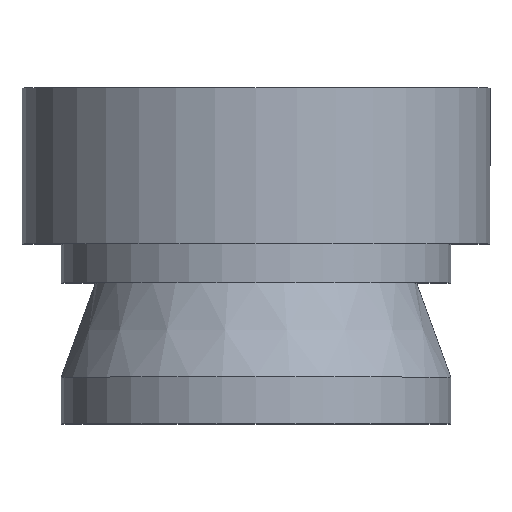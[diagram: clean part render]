
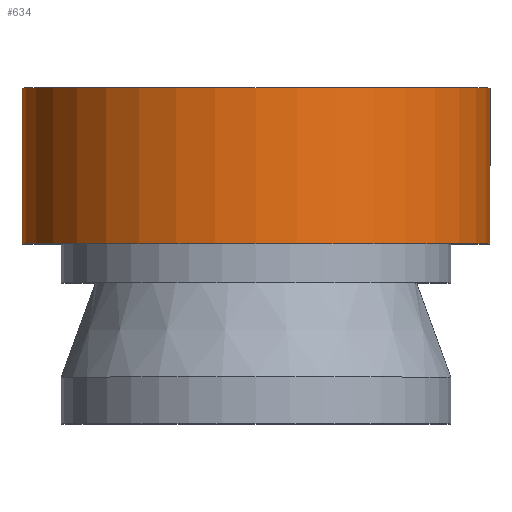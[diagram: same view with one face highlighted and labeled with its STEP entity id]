
A CAD part, top view. The second image highlights one B-rep face of the part: STEP entity #634.
In plain terms, the highlighted cylindrical face has radius 38.1 mm (diameter 76.2 mm), a partial arc.
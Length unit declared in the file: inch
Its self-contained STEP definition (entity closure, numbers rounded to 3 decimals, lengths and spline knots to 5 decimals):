
#10 = DIRECTION ( 'NONE',  ( -1., 0., 0. ) ) ;
#19 = DIRECTION ( 'NONE',  ( 0., 1., 0. ) ) ;
#42 = FACE_OUTER_BOUND ( 'NONE', #737, .T. ) ;
#47 = AXIS2_PLACEMENT_3D ( 'NONE', #703, #643, #10 ) ;
#73 = CARTESIAN_POINT ( 'NONE',  ( 0., -0.22, 0. ) ) ;
#94 = ORIENTED_EDGE ( 'NONE', *, *, #776, .T. ) ;
#143 = CARTESIAN_POINT ( 'NONE',  ( -1.5, 1.65118, 0. ) ) ;
#153 = VERTEX_POINT ( 'NONE', #387 ) ;
#155 = AXIS2_PLACEMENT_3D ( 'NONE', #364, #656, #778 ) ;
#235 = CIRCLE ( 'NONE', #47, 1.5 ) ;
#245 = VERTEX_POINT ( 'NONE', #687 ) ;
#263 = DIRECTION ( 'NONE',  ( -1., 0., 0. ) ) ;
#288 = DIRECTION ( 'NONE',  ( 0., 1., 0. ) ) ;
#315 = EDGE_CURVE ( 'NONE', #795, #153, #350, .T. ) ;
#344 = VECTOR ( 'NONE', #19, 39.37008 ) ;
#350 = LINE ( 'NONE', #143, #344 ) ;
#364 = CARTESIAN_POINT ( 'NONE',  ( 0., 1.65118, 0. ) ) ;
#367 = ORIENTED_EDGE ( 'NONE', *, *, #744, .F. ) ;
#379 = VECTOR ( 'NONE', #288, 39.37008 ) ;
#387 = CARTESIAN_POINT ( 'NONE',  ( -1.5, 0.78, 0. ) ) ;
#422 = CARTESIAN_POINT ( 'NONE',  ( 1.5, 1.65118, 0. ) ) ;
#453 = CIRCLE ( 'NONE', #493, 1.5 ) ;
#464 = VERTEX_POINT ( 'NONE', #786 ) ;
#493 = AXIS2_PLACEMENT_3D ( 'NONE', #73, #575, #263 ) ;
#534 = CYLINDRICAL_SURFACE ( 'NONE', #155, 1.5 ) ;
#568 = ORIENTED_EDGE ( 'NONE', *, *, #315, .F. ) ;
#575 = DIRECTION ( 'NONE',  ( 0., 1., 0. ) ) ;
#634 = ADVANCED_FACE ( 'NONE', ( #42 ), #534, .T. ) ;
#643 = DIRECTION ( 'NONE',  ( 0., 1., 0. ) ) ;
#650 = EDGE_CURVE ( 'NONE', #464, #245, #774, .T. ) ;
#656 = DIRECTION ( 'NONE',  ( 0., 1., 0. ) ) ;
#684 = ORIENTED_EDGE ( 'NONE', *, *, #650, .T. ) ;
#687 = CARTESIAN_POINT ( 'NONE',  ( 1.5, 0.78, 0. ) ) ;
#700 = CARTESIAN_POINT ( 'NONE',  ( -1.5, -0.22, 0. ) ) ;
#703 = CARTESIAN_POINT ( 'NONE',  ( 0., 0.78, 0. ) ) ;
#737 = EDGE_LOOP ( 'NONE', ( #94, #684, #367, #568 ) ) ;
#744 = EDGE_CURVE ( 'NONE', #153, #245, #235, .T. ) ;
#774 = LINE ( 'NONE', #422, #379 ) ;
#776 = EDGE_CURVE ( 'NONE', #795, #464, #453, .T. ) ;
#778 = DIRECTION ( 'NONE',  ( -1., 0., 0. ) ) ;
#786 = CARTESIAN_POINT ( 'NONE',  ( 1.5, -0.22, 0. ) ) ;
#795 = VERTEX_POINT ( 'NONE', #700 ) ;
